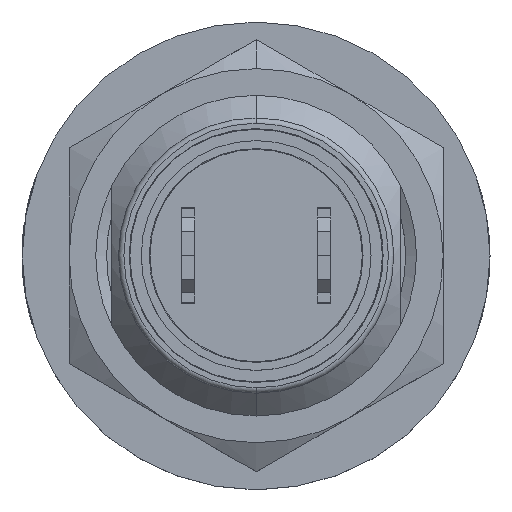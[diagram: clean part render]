
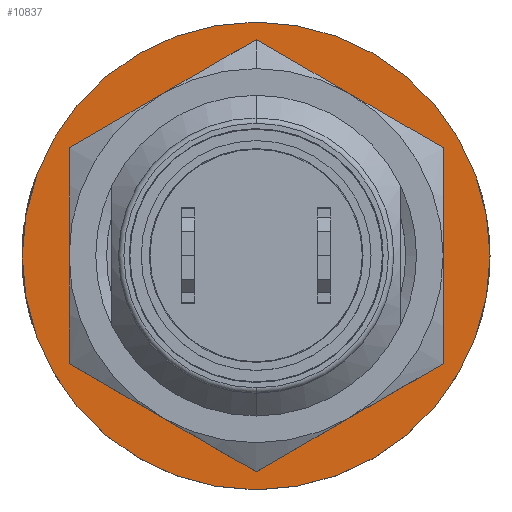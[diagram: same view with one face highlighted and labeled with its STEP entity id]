
A CAD part, top view. The second image highlights one B-rep face of the part: STEP entity #10837.
In plain terms, the highlighted planar face has unit normal (0, 0, 1).
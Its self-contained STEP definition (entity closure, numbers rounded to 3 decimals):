
#13 = EDGE_CURVE ( 'NONE', #310, #7077, #5843, .T. ) ;
#61 = VERTEX_POINT ( 'NONE', #10428 ) ;
#73 = DIRECTION ( 'NONE',  ( 0., 0., -1. ) ) ;
#114 = AXIS2_PLACEMENT_3D ( 'NONE', #11013, #5990, #3182 ) ;
#215 = ORIENTED_EDGE ( 'NONE', *, *, #2187, .F. ) ;
#310 = VERTEX_POINT ( 'NONE', #4905 ) ;
#983 = DIRECTION ( 'NONE',  ( 0., 1., 0. ) ) ;
#1008 = CARTESIAN_POINT ( 'NONE',  ( 0., 6.75, 0. ) ) ;
#1023 = AXIS2_PLACEMENT_3D ( 'NONE', #9620, #73, #983 ) ;
#1055 = AXIS2_PLACEMENT_3D ( 'NONE', #7349, #9810, #6493 ) ;
#1136 = DIRECTION ( 'NONE',  ( 1., 0., 0. ) ) ;
#1479 = AXIS2_PLACEMENT_3D ( 'NONE', #2118, #2006, #1136 ) ;
#1596 = ORIENTED_EDGE ( 'NONE', *, *, #5958, .F. ) ;
#1778 = VECTOR ( 'NONE', #10673, 1000. ) ;
#2006 = DIRECTION ( 'NONE',  ( 0., 0., 1. ) ) ;
#2118 = CARTESIAN_POINT ( 'NONE',  ( 0., 0., 0. ) ) ;
#2187 = EDGE_CURVE ( 'NONE', #3147, #310, #7904, .T. ) ;
#2368 = AXIS2_PLACEMENT_3D ( 'NONE', #7043, #8754, #9684 ) ;
#2459 = CIRCLE ( 'NONE', #7012, 8.75 ) ;
#3128 = CARTESIAN_POINT ( 'NONE',  ( 0., -8.75, 0. ) ) ;
#3147 = VERTEX_POINT ( 'NONE', #5604 ) ;
#3182 = DIRECTION ( 'NONE',  ( 0.889, 0.458, 0. ) ) ;
#3661 = VERTEX_POINT ( 'NONE', #3128 ) ;
#4493 = CIRCLE ( 'NONE', #114, 6.75 ) ;
#4777 = EDGE_CURVE ( 'NONE', #3661, #7623, #2459, .T. ) ;
#4905 = CARTESIAN_POINT ( 'NONE',  ( 6., 3.092, 0. ) ) ;
#5404 = CIRCLE ( 'NONE', #1023, 8.75 ) ;
#5540 = FACE_BOUND ( 'NONE', #9355, .T. ) ;
#5604 = CARTESIAN_POINT ( 'NONE',  ( 6., -3.092, 0. ) ) ;
#5773 = DIRECTION ( 'NONE',  ( 0., 0., -1. ) ) ;
#5843 = CIRCLE ( 'NONE', #2368, 6.75 ) ;
#5890 = ORIENTED_EDGE ( 'NONE', *, *, #13, .F. ) ;
#5943 = ORIENTED_EDGE ( 'NONE', *, *, #4777, .F. ) ;
#5958 = EDGE_CURVE ( 'NONE', #61, #3147, #6919, .T. ) ;
#5990 = DIRECTION ( 'NONE',  ( 0., 0., 1. ) ) ;
#6493 = DIRECTION ( 'NONE',  ( 0.889, 0.458, 0. ) ) ;
#6566 = EDGE_LOOP ( 'NONE', ( #5943, #8207 ) ) ;
#6919 = CIRCLE ( 'NONE', #1055, 6.75 ) ;
#7012 = AXIS2_PLACEMENT_3D ( 'NONE', #9029, #5773, #7319 ) ;
#7043 = CARTESIAN_POINT ( 'NONE',  ( 0., 0., 0. ) ) ;
#7077 = VERTEX_POINT ( 'NONE', #1008 ) ;
#7278 = CARTESIAN_POINT ( 'NONE',  ( 0., 8.75, 0. ) ) ;
#7319 = DIRECTION ( 'NONE',  ( 0., -1., 0. ) ) ;
#7349 = CARTESIAN_POINT ( 'NONE',  ( 0., 0., 0. ) ) ;
#7623 = VERTEX_POINT ( 'NONE', #7278 ) ;
#7904 = LINE ( 'NONE', #8026, #1778 ) ;
#8026 = CARTESIAN_POINT ( 'NONE',  ( 6., -3.092, 0. ) ) ;
#8124 = EDGE_CURVE ( 'NONE', #7077, #61, #4493, .T. ) ;
#8207 = ORIENTED_EDGE ( 'NONE', *, *, #9188, .F. ) ;
#8754 = DIRECTION ( 'NONE',  ( 0., 0., 1. ) ) ;
#8964 = FACE_OUTER_BOUND ( 'NONE', #6566, .T. ) ;
#9029 = CARTESIAN_POINT ( 'NONE',  ( 0., 0., 0. ) ) ;
#9188 = EDGE_CURVE ( 'NONE', #7623, #3661, #5404, .T. ) ;
#9355 = EDGE_LOOP ( 'NONE', ( #215, #1596, #9742, #5890 ) ) ;
#9620 = CARTESIAN_POINT ( 'NONE',  ( 0., 0., 0. ) ) ;
#9684 = DIRECTION ( 'NONE',  ( 0.889, 0.458, 0. ) ) ;
#9742 = ORIENTED_EDGE ( 'NONE', *, *, #8124, .F. ) ;
#9810 = DIRECTION ( 'NONE',  ( 0., 0., 1. ) ) ;
#10428 = CARTESIAN_POINT ( 'NONE',  ( 0., -6.75, 0. ) ) ;
#10673 = DIRECTION ( 'NONE',  ( 0., 1., 0. ) ) ;
#10804 = PLANE ( 'NONE',  #1479 ) ;
#10837 = ADVANCED_FACE ( 'NONE', ( #5540, #8964 ), #10804, .T. ) ;
#11013 = CARTESIAN_POINT ( 'NONE',  ( 0., 0., 0. ) ) ;
